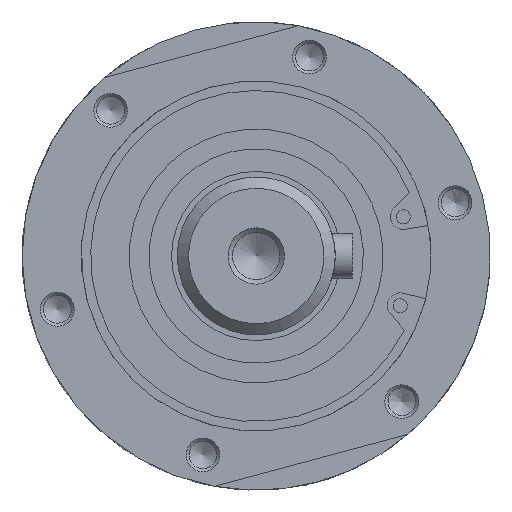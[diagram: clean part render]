
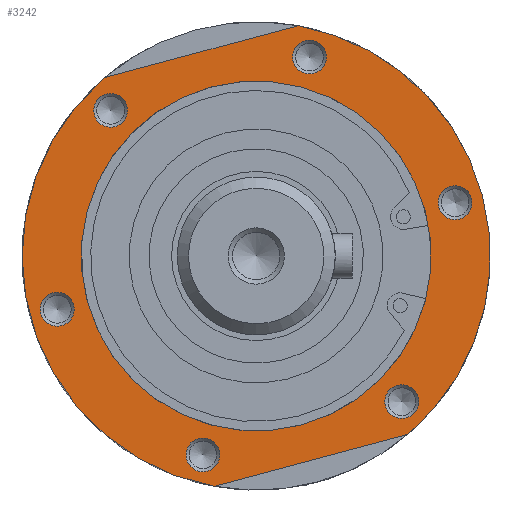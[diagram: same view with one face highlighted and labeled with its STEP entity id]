
A CAD part, left-side view. The second image highlights one B-rep face of the part: STEP entity #3242.
In plain terms, the highlighted planar face has unit normal (-1, 0, 0).
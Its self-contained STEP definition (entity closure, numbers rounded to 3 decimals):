
#2515=CARTESIAN_POINT('',(-225.,-29.944,8.023));
#2516=VERTEX_POINT('',#2515);
#2517=CARTESIAN_POINT('',(-225.0,0.,0.));
#2518=DIRECTION('',(1.,0.,0.));
#2519=DIRECTION('',(0.,-0.966,0.259));
#2520=AXIS2_PLACEMENT_3D('',#2517,#2518,#2519);
#2521=CIRCLE('',#2520,31.);
#2522=EDGE_CURVE('',#2516,#2516,#2521,.T.);
#2875=CARTESIAN_POINT('',(-225.,-12.345,34.48));
#2876=VERTEX_POINT('',#2875);
#2877=CARTESIAN_POINT('',(-225.,-9.447,35.256));
#2878=DIRECTION('',(-1.,0.,0.));
#2879=DIRECTION('',(0.,0.966,0.259));
#2880=AXIS2_PLACEMENT_3D('',#2877,#2878,#2879);
#2881=CIRCLE('',#2880,3.);
#2882=EDGE_CURVE('',#2876,#2876,#2881,.T.);
#2936=CARTESIAN_POINT('',(-225.,-36.033,6.549));
#2937=VERTEX_POINT('',#2936);
#2938=CARTESIAN_POINT('',(-225.,-35.256,9.447));
#2939=DIRECTION('',(-1.0,0.,0.));
#2940=DIRECTION('',(0.,0.259,0.966));
#2941=AXIS2_PLACEMENT_3D('',#2938,#2939,#2940);
#2942=CIRCLE('',#2941,3.0);
#2943=EDGE_CURVE('',#2937,#2937,#2942,.T.);
#2997=CARTESIAN_POINT('',(-225.0,23.688,27.931));
#2998=VERTEX_POINT('',#2997);
#2999=CARTESIAN_POINT('',(-225.0,25.809,25.809));
#3000=DIRECTION('',(-1.0,0.,0.));
#3001=DIRECTION('',(0.,0.707,-0.707));
#3002=AXIS2_PLACEMENT_3D('',#2999,#3000,#3001);
#3003=CIRCLE('',#3002,3.);
#3004=EDGE_CURVE('',#2998,#2998,#3003,.T.);
#3058=CARTESIAN_POINT('',(-225.0,-23.688,-27.931));
#3059=VERTEX_POINT('',#3058);
#3060=CARTESIAN_POINT('',(-225.0,-25.809,-25.809));
#3061=DIRECTION('',(-1.,0.,0.));
#3062=DIRECTION('',(0.,-0.707,0.707));
#3063=AXIS2_PLACEMENT_3D('',#3060,#3061,#3062);
#3064=CIRCLE('',#3063,3.);
#3065=EDGE_CURVE('',#3059,#3059,#3064,.T.);
#3119=CARTESIAN_POINT('',(-225.0,36.033,-6.549));
#3120=VERTEX_POINT('',#3119);
#3121=CARTESIAN_POINT('',(-225.0,35.256,-9.447));
#3122=DIRECTION('',(-1.0,0.,0.));
#3123=DIRECTION('',(0.,-0.259,-0.966));
#3124=AXIS2_PLACEMENT_3D('',#3121,#3122,#3123);
#3125=CIRCLE('',#3124,3.0);
#3126=EDGE_CURVE('',#3120,#3120,#3125,.T.);
#3172=CARTESIAN_POINT('',(-225.,-35.015,9.382));
#3173=DIRECTION('',(-1.0,0.0,0.0));
#3174=DIRECTION('',(0.0,-0.259,-0.966));
#3175=AXIS2_PLACEMENT_3D('',#3172,#3173,#3174);
#3176=PLANE('',#3175);
#3177=CARTESIAN_POINT('',(-225.,-7.465,40.823));
#3178=VERTEX_POINT('',#3177);
#3179=CARTESIAN_POINT('',(-225.0,26.876,31.621));
#3180=VERTEX_POINT('',#3179);
#3181=CARTESIAN_POINT('',(-225.,-7.465,40.823));
#3182=DIRECTION('',(0.,0.966,-0.259));
#3183=VECTOR('',#3182,35.553);
#3184=LINE('',#3181,#3183);
#3185=EDGE_CURVE('',#3178,#3180,#3184,.T.);
#3186=ORIENTED_EDGE('',*,*,#3185,.T.);
#3187=CARTESIAN_POINT('',(-225.0,7.465,-40.823));
#3188=VERTEX_POINT('',#3187);
#3189=CARTESIAN_POINT('',(-225.0,0.,0.));
#3190=DIRECTION('',(1.,0.,0.));
#3191=DIRECTION('',(0.,-0.966,0.259));
#3192=AXIS2_PLACEMENT_3D('',#3189,#3190,#3191);
#3193=CIRCLE('',#3192,41.5);
#3194=EDGE_CURVE('',#3188,#3180,#3193,.T.);
#3195=ORIENTED_EDGE('',*,*,#3194,.F.);
#3196=CARTESIAN_POINT('',(-225.0,-26.876,-31.621));
#3197=VERTEX_POINT('',#3196);
#3198=CARTESIAN_POINT('',(-225.0,7.465,-40.823));
#3199=DIRECTION('',(0.0,-0.966,0.259));
#3200=VECTOR('',#3199,35.553);
#3201=LINE('',#3198,#3200);
#3202=EDGE_CURVE('',#3188,#3197,#3201,.T.);
#3203=ORIENTED_EDGE('',*,*,#3202,.T.);
#3204=CARTESIAN_POINT('',(-225.0,0.,0.));
#3205=DIRECTION('',(1.,0.,0.));
#3206=DIRECTION('',(0.,-0.966,0.259));
#3207=AXIS2_PLACEMENT_3D('',#3204,#3205,#3206);
#3208=CIRCLE('',#3207,41.5);
#3209=EDGE_CURVE('',#3178,#3197,#3208,.T.);
#3210=ORIENTED_EDGE('',*,*,#3209,.F.);
#3211=EDGE_LOOP('',(#3186,#3195,#3203,#3210));
#3212=FACE_OUTER_BOUND('',#3211,.T.);
#3213=ORIENTED_EDGE('',*,*,#3126,.F.);
#3214=EDGE_LOOP('',(#3213));
#3215=FACE_BOUND('',#3214,.T.);
#3216=ORIENTED_EDGE('',*,*,#3004,.F.);
#3217=EDGE_LOOP('',(#3216));
#3218=FACE_BOUND('',#3217,.T.);
#3219=ORIENTED_EDGE('',*,*,#2882,.F.);
#3220=EDGE_LOOP('',(#3219));
#3221=FACE_BOUND('',#3220,.T.);
#3222=ORIENTED_EDGE('',*,*,#2522,.T.);
#3223=EDGE_LOOP('',(#3222));
#3224=FACE_BOUND('',#3223,.T.);
#3225=ORIENTED_EDGE('',*,*,#2943,.F.);
#3226=EDGE_LOOP('',(#3225));
#3227=FACE_BOUND('',#3226,.T.);
#3228=ORIENTED_EDGE('',*,*,#3065,.F.);
#3229=EDGE_LOOP('',(#3228));
#3230=FACE_BOUND('',#3229,.T.);
#3231=CARTESIAN_POINT('',(-225.0,12.345,-34.48));
#3232=VERTEX_POINT('',#3231);
#3233=CARTESIAN_POINT('',(-225.0,9.447,-35.256));
#3234=DIRECTION('',(-1.,0.,0.));
#3235=DIRECTION('',(0.,-0.966,-0.259));
#3236=AXIS2_PLACEMENT_3D('',#3233,#3234,#3235);
#3237=CIRCLE('',#3236,3.);
#3238=EDGE_CURVE('',#3232,#3232,#3237,.T.);
#3239=ORIENTED_EDGE('',*,*,#3238,.F.);
#3240=EDGE_LOOP('',(#3239));
#3241=FACE_BOUND('',#3240,.T.);
#3242=ADVANCED_FACE('',(#3212,#3215,#3218,#3221,#3224,#3227,#3230,#3241),#3176,.T.);
